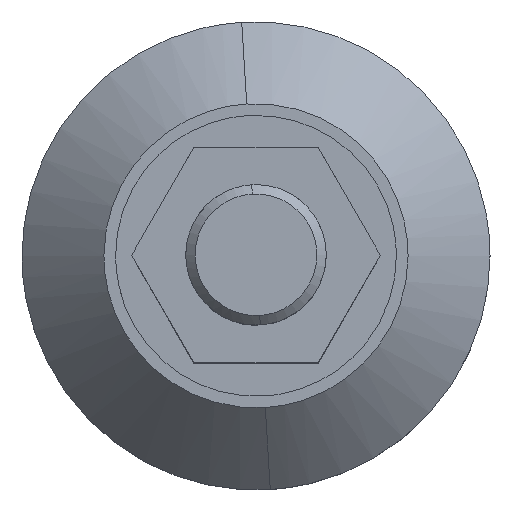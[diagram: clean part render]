
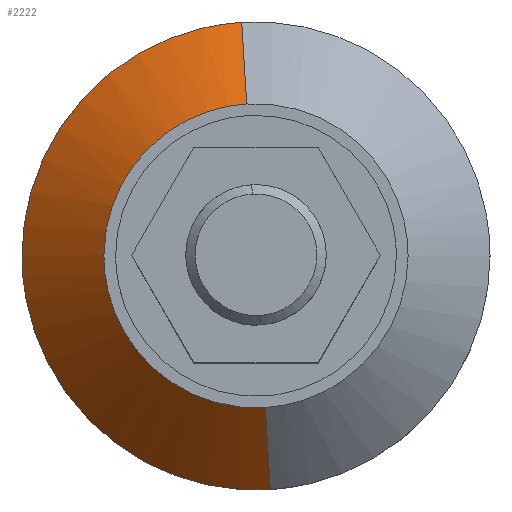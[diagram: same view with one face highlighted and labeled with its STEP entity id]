
A CAD part, top view. The second image highlights one B-rep face of the part: STEP entity #2222.
In plain terms, the highlighted free-form (B-spline) face has degree [2, 1] with [5, 2] control points.
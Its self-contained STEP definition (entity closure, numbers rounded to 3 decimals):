
#2028=CARTESIAN_POINT('',(1.984,-32.439,35.));
#2029=VERTEX_POINT('',#2028);
#2030=CARTESIAN_POINT('',(-32.5,0.0,35.0));
#2031=VERTEX_POINT('',#2030);
#2032=CARTESIAN_POINT('',(1.984,-32.439,35.));
#2033=CARTESIAN_POINT('',(0.993,-32.5,35.));
#2034=CARTESIAN_POINT('',(0.,-32.5,35.));
#2035=CARTESIAN_POINT('',(-32.5,-32.5,35.));
#2036=CARTESIAN_POINT('',(-32.5,0.0,35.0));
#2044=(BOUNDED_CURVE()B_SPLINE_CURVE(2,(#2032,#2033,#2034,#2035,#2036),.UNSPECIFIED.,.F.,.U.)B_SPLINE_CURVE_WITH_KNOTS((3,2,3),(0.739,0.75,1.0),.UNSPECIFIED.)CURVE()GEOMETRIC_REPRESENTATION_ITEM()RATIONAL_B_SPLINE_CURVE((0.976,0.988,1.0,0.707,1.0))REPRESENTATION_ITEM(''));
#2045=EDGE_CURVE('',#2029,#2031,#2044,.T.);
#2062=CARTESIAN_POINT('',(-1.984,32.439,35.));
#2063=VERTEX_POINT('',#2062);
#2079=CARTESIAN_POINT('',(-32.5,0.0,35.0));
#2080=CARTESIAN_POINT('',(-32.5,30.573,35.));
#2081=CARTESIAN_POINT('',(-1.984,32.439,35.));
#2089=(BOUNDED_CURVE()B_SPLINE_CURVE(2,(#2079,#2080,#2081),.UNSPECIFIED.,.F.,.U.)B_SPLINE_CURVE_WITH_KNOTS((3,3),(0.0,0.239),.UNSPECIFIED.)CURVE()GEOMETRIC_REPRESENTATION_ITEM()RATIONAL_B_SPLINE_CURVE((1.0,0.72,0.976))REPRESENTATION_ITEM(''));
#2090=EDGE_CURVE('',#2031,#2063,#2089,.T.);
#2119=CARTESIAN_POINT('',(-3.052,49.907,17.5));
#2120=VERTEX_POINT('',#2119);
#2121=CARTESIAN_POINT('',(-1.984,32.439,35.));
#2122=CARTESIAN_POINT('',(-3.052,49.907,17.5));
#2123=QUASI_UNIFORM_CURVE('',1,(#2121,#2122),.UNSPECIFIED.,.F.,.U.);
#2124=EDGE_CURVE('',#2063,#2120,#2123,.T.);
#2128=CARTESIAN_POINT('',(3.052,-49.907,17.5));
#2129=VERTEX_POINT('',#2128);
#2130=CARTESIAN_POINT('',(1.984,-32.439,35.));
#2131=CARTESIAN_POINT('',(3.052,-49.907,17.5));
#2132=QUASI_UNIFORM_CURVE('',1,(#2130,#2131),.UNSPECIFIED.,.F.,.U.);
#2133=EDGE_CURVE('',#2029,#2129,#2132,.T.);
#2168=CARTESIAN_POINT('',(1.957,-32.003,35.438));
#2169=CARTESIAN_POINT('',(-30.045,-33.96,35.438));
#2170=CARTESIAN_POINT('',(-32.003,-1.957,35.438));
#2171=CARTESIAN_POINT('',(-33.96,30.045,35.438));
#2172=CARTESIAN_POINT('',(-1.957,32.003,35.438));
#2173=CARTESIAN_POINT('',(3.08,-50.354,17.052));
#2174=CARTESIAN_POINT('',(-47.275,-53.434,17.052));
#2175=CARTESIAN_POINT('',(-50.354,-3.08,17.052));
#2176=CARTESIAN_POINT('',(-53.434,47.275,17.052));
#2177=CARTESIAN_POINT('',(-3.08,50.354,17.052));
#2185=(BOUNDED_SURFACE()B_SPLINE_SURFACE(2,1,((#2168,#2173),(#2169,#2174),(#2170,#2175),(#2171,#2176),(#2172,#2177)),.UNSPECIFIED.,.F.,.F.,.U.)B_SPLINE_SURFACE_WITH_KNOTS((3,2,3),(2,2),(0.0,83.586,167.171),(0.0,26.002),.UNSPECIFIED.)GEOMETRIC_REPRESENTATION_ITEM()RATIONAL_B_SPLINE_SURFACE(((1.0,1.0),(0.707,0.707),(1.0,1.0),(0.707,0.707),(1.0,1.0)))REPRESENTATION_ITEM('')SURFACE());
#2186=ORIENTED_EDGE('',*,*,#2124,.T.);
#2187=CARTESIAN_POINT('',(-50.,0.0,17.5));
#2188=VERTEX_POINT('',#2187);
#2189=CARTESIAN_POINT('',(-50.,0.0,17.5));
#2190=CARTESIAN_POINT('',(-50.,47.035,17.5));
#2191=CARTESIAN_POINT('',(-3.052,49.907,17.5));
#2199=(BOUNDED_CURVE()B_SPLINE_CURVE(2,(#2189,#2190,#2191),.UNSPECIFIED.,.F.,.U.)B_SPLINE_CURVE_WITH_KNOTS((3,3),(0.0,0.239),.UNSPECIFIED.)CURVE()GEOMETRIC_REPRESENTATION_ITEM()RATIONAL_B_SPLINE_CURVE((1.0,0.72,0.976))REPRESENTATION_ITEM(''));
#2200=EDGE_CURVE('',#2188,#2120,#2199,.T.);
#2201=ORIENTED_EDGE('',*,*,#2200,.F.);
#2202=CARTESIAN_POINT('',(3.052,-49.907,17.5));
#2203=CARTESIAN_POINT('',(1.528,-50.,17.5));
#2204=CARTESIAN_POINT('',(0.,-50.,17.5));
#2205=CARTESIAN_POINT('',(-50.,-50.,17.5));
#2206=CARTESIAN_POINT('',(-50.,0.0,17.5));
#2214=(BOUNDED_CURVE()B_SPLINE_CURVE(2,(#2202,#2203,#2204,#2205,#2206),.UNSPECIFIED.,.F.,.U.)B_SPLINE_CURVE_WITH_KNOTS((3,2,3),(0.739,0.75,1.0),.UNSPECIFIED.)CURVE()GEOMETRIC_REPRESENTATION_ITEM()RATIONAL_B_SPLINE_CURVE((0.976,0.988,1.0,0.707,1.0))REPRESENTATION_ITEM(''));
#2215=EDGE_CURVE('',#2129,#2188,#2214,.T.);
#2216=ORIENTED_EDGE('',*,*,#2215,.F.);
#2217=ORIENTED_EDGE('',*,*,#2133,.F.);
#2218=ORIENTED_EDGE('',*,*,#2045,.T.);
#2219=ORIENTED_EDGE('',*,*,#2090,.T.);
#2220=EDGE_LOOP('',(#2186,#2201,#2216,#2217,#2218,#2219));
#2221=FACE_OUTER_BOUND('',#2220,.T.);
#2222=ADVANCED_FACE('',(#2221),#2185,.T.);
